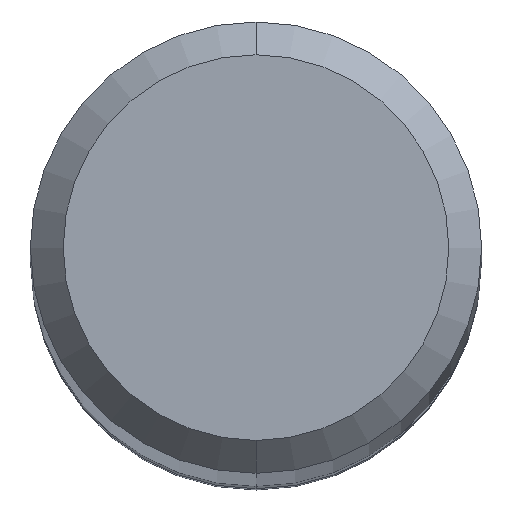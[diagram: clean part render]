
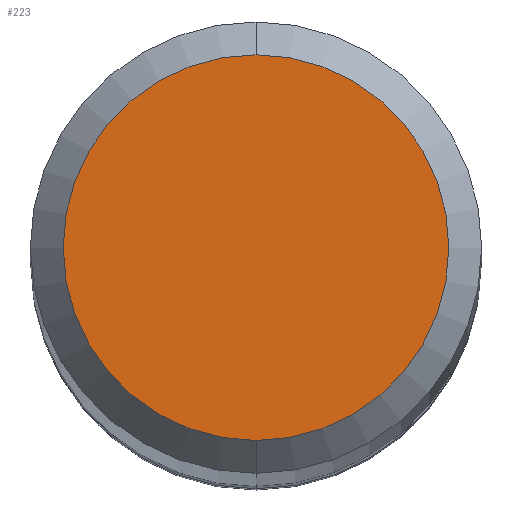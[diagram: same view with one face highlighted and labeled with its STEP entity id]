
A CAD part, top view. The second image highlights one B-rep face of the part: STEP entity #223.
In plain terms, the highlighted planar face has unit normal (0, 0, 1).
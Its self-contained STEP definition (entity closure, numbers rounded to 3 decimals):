
#207=VERTEX_POINT('',#445);
#219=VERTEX_POINT('',#458);
#223=ADVANCED_FACE('',(#463),#464,.T.);
#291=EDGE_CURVE('',#219,#207,#542,.T.);
#309=EDGE_CURVE('',#207,#219,#562,.T.);
#445=CARTESIAN_POINT('',(0.,-2.35,0.0));
#458=CARTESIAN_POINT('',(0.0,2.35,0.0));
#463=FACE_OUTER_BOUND('',#746,.T.);
#464=PLANE('',#747);
#542=CIRCLE('',#848,2.35);
#562=CIRCLE('',#870,2.35);
#746=EDGE_LOOP('',(#1043,#1044));
#747=AXIS2_PLACEMENT_3D('',#1045,#1046,#1047);
#848=AXIS2_PLACEMENT_3D('',#1150,#1151,#1152);
#870=AXIS2_PLACEMENT_3D('',#1176,#1177,#1178);
#1043=ORIENTED_EDGE('',*,*,#291,.F.);
#1044=ORIENTED_EDGE('',*,*,#309,.F.);
#1045=CARTESIAN_POINT('',(0.0,1.175,0.0));
#1046=DIRECTION('',(-0.0,0.0,1.0));
#1047=DIRECTION('',(0.0,-1.0,0.0));
#1150=CARTESIAN_POINT('',(0.0,0.0,0.0));
#1151=DIRECTION('',(0.0,0.0,-1.0));
#1152=DIRECTION('',(0.0,1.0,0.0));
#1176=CARTESIAN_POINT('',(0.0,0.0,0.0));
#1177=DIRECTION('',(0.0,0.0,-1.0));
#1178=DIRECTION('',(0.0,1.0,0.0));
